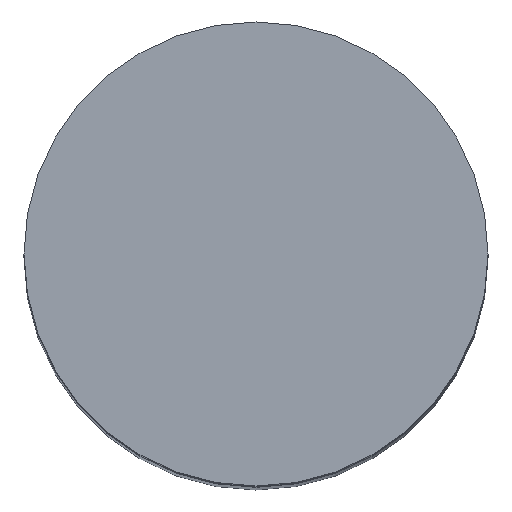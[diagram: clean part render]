
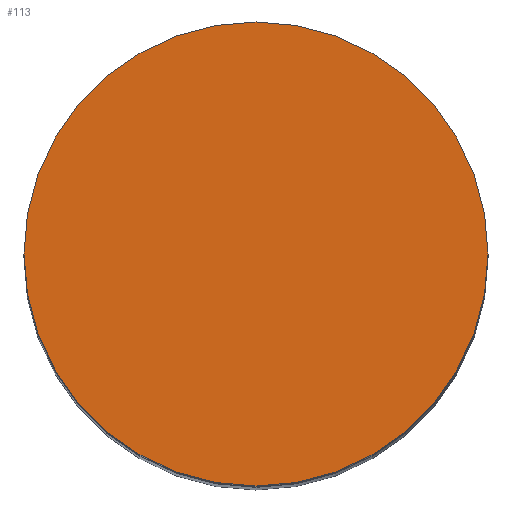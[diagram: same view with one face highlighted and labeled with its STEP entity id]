
A CAD part, top view. The second image highlights one B-rep face of the part: STEP entity #113.
In plain terms, the highlighted planar face has unit normal (0, 0, 1).
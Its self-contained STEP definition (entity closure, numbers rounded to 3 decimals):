
#113=ADVANCED_FACE('',(#127),#122,.F.);
#122=PLANE('',#187);
#127=FACE_OUTER_BOUND('',#129,.T.);
#129=EDGE_LOOP('',(#145));
#145=ORIENTED_EDGE('',*,*,#169,.T.);
#161=VERTEX_POINT('',#241);
#169=EDGE_CURVE('',#161,#161,#177,.T.);
#177=CIRCLE('',#186,2.225);
#186=AXIS2_PLACEMENT_3D('',#240,#205,#206);
#187=AXIS2_PLACEMENT_3D('',#242,#207,#208);
#205=DIRECTION('',(0.,0.,1.));
#206=DIRECTION('',(-1.,0.,0.));
#207=DIRECTION('',(0.,0.,-1.));
#208=DIRECTION('',(-1.,0.,0.));
#240=CARTESIAN_POINT('',(0.,0.,0.));
#241=CARTESIAN_POINT('',(-2.225,0.,0.));
#242=CARTESIAN_POINT('',(1.725,0.,0.));
